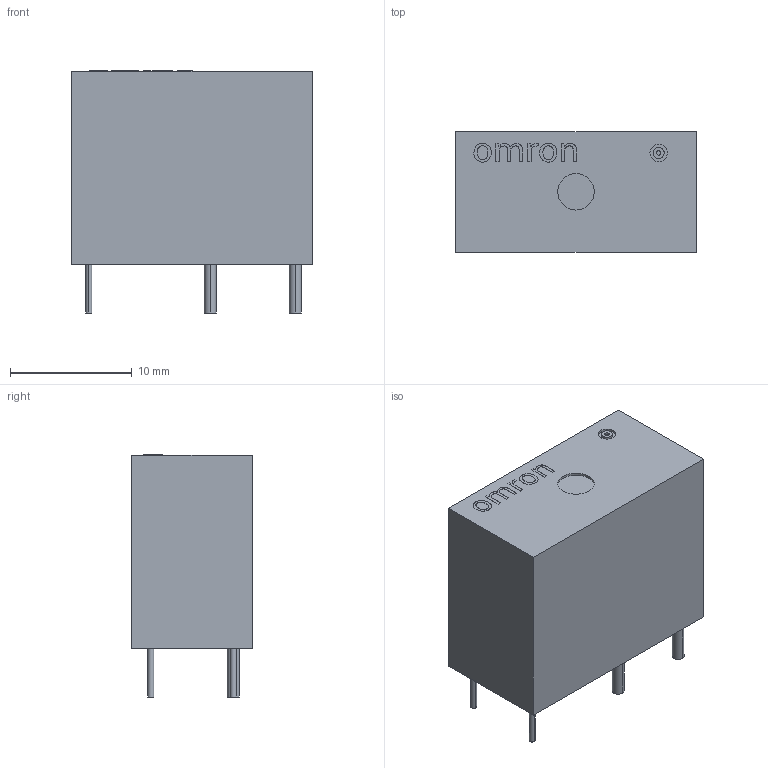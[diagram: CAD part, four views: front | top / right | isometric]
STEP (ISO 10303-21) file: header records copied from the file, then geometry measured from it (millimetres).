
FILE_DESCRIPTION(('FreeCAD Model'),'2;1');
FILE_NAME( 'parts/3DModels/G5Q_OEM/G5Q.step', '2017-11-29T12:45:30',('kicad StepUp'),('ksu MCAD'), 'Open CASCADE STEP processor 6.8','FreeCAD','Unknown');
FILE_SCHEMA(('AUTOMOTIVE_DESIGN_CC2 { 1 2 10303 214 -1 1 5 4 }'));
Length unit declared in the file: millimetre
Products named in the file (1): G5Q
Bounding box: 19.8 x 9.9 x 19.91 mm (x, y, z)
Volume: 3123 mm3; surface area: 1378.2 mm2
Topology: 1 solids, 1 shells, 98 faces, 243 edges, 162 vertices
Faces by surface type: plane 51, bspline 31, cylinder 16
Entity records: 5249 total; most frequent: CARTESIAN_POINT 2391, ORIENTED_EDGE 486, DIRECTION 349, EDGE_CURVE 243, VERTEX_POINT 162, LINE 149, VECTOR 149, FACE_BOUND 113
